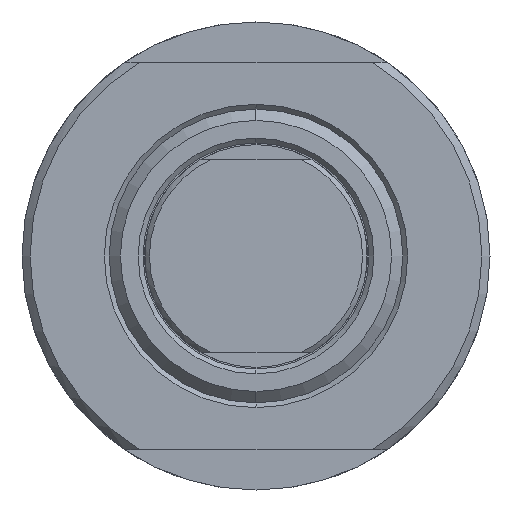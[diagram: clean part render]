
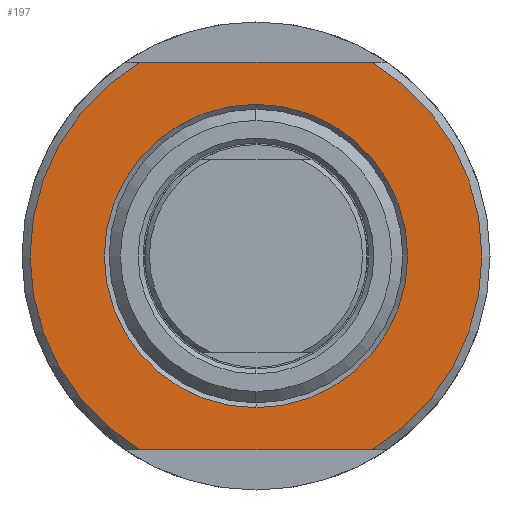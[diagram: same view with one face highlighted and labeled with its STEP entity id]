
A CAD part, left-side view. The second image highlights one B-rep face of the part: STEP entity #197.
In plain terms, the highlighted planar face has unit normal (-1, 0, 0).
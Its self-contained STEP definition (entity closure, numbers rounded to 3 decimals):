
#16 = EDGE_CURVE ( 'NONE', #1362, #1633, #2308, .T. ) ;
#64 = EDGE_CURVE ( 'NONE', #407, #1447, #751, .T. ) ;
#82 = LINE ( 'NONE', #208, #1160 ) ;
#121 = CARTESIAN_POINT ( 'NONE',  ( 3., -7.211, 12. ) ) ;
#161 = CIRCLE ( 'NONE', #2034, 9.4 ) ;
#197 = ADVANCED_FACE ( 'NONE', ( #2451, #1468 ), #2398, .T. ) ;
#208 = CARTESIAN_POINT ( 'NONE',  ( 3., 0., 12. ) ) ;
#273 = EDGE_LOOP ( 'NONE', ( #2151, #2370, #1061, #1524 ) ) ;
#369 = CARTESIAN_POINT ( 'NONE',  ( 3., 0., 9.4 ) ) ;
#407 = VERTEX_POINT ( 'NONE', #847 ) ;
#443 = ORIENTED_EDGE ( 'NONE', *, *, #64, .T. ) ;
#615 = CARTESIAN_POINT ( 'NONE',  ( 3., 0., 0. ) ) ;
#707 = AXIS2_PLACEMENT_3D ( 'NONE', #796, #2099, #993 ) ;
#735 = CIRCLE ( 'NONE', #707, 14. ) ;
#751 = CIRCLE ( 'NONE', #877, 9.4 ) ;
#796 = CARTESIAN_POINT ( 'NONE',  ( 3., 0., 0. ) ) ;
#824 = DIRECTION ( 'NONE',  ( 0., 0., -1. ) ) ;
#847 = CARTESIAN_POINT ( 'NONE',  ( 3., 0., -9.4 ) ) ;
#861 = EDGE_CURVE ( 'NONE', #1447, #407, #161, .T. ) ;
#877 = AXIS2_PLACEMENT_3D ( 'NONE', #1785, #1645, #1636 ) ;
#888 = VERTEX_POINT ( 'NONE', #1009 ) ;
#993 = DIRECTION ( 'NONE',  ( 0., 0., -1. ) ) ;
#1009 = CARTESIAN_POINT ( 'NONE',  ( 3., 7.211, 12. ) ) ;
#1061 = ORIENTED_EDGE ( 'NONE', *, *, #1534, .T. ) ;
#1160 = VECTOR ( 'NONE', #1339, 1000. ) ;
#1245 = CARTESIAN_POINT ( 'NONE',  ( 3., 7.211, -12. ) ) ;
#1338 = ORIENTED_EDGE ( 'NONE', *, *, #861, .T. ) ;
#1339 = DIRECTION ( 'NONE',  ( 0., 1., 0. ) ) ;
#1362 = VERTEX_POINT ( 'NONE', #1245 ) ;
#1447 = VERTEX_POINT ( 'NONE', #369 ) ;
#1468 = FACE_OUTER_BOUND ( 'NONE', #273, .T. ) ;
#1524 = ORIENTED_EDGE ( 'NONE', *, *, #2204, .T. ) ;
#1534 = EDGE_CURVE ( 'NONE', #1633, #1707, #2197, .T. ) ;
#1605 = CARTESIAN_POINT ( 'NONE',  ( 3., -7.211, -12. ) ) ;
#1633 = VERTEX_POINT ( 'NONE', #1605 ) ;
#1636 = DIRECTION ( 'NONE',  ( 0., 0., 1. ) ) ;
#1645 = DIRECTION ( 'NONE',  ( 1., 0., 0. ) ) ;
#1707 = VERTEX_POINT ( 'NONE', #121 ) ;
#1726 = EDGE_LOOP ( 'NONE', ( #1338, #443 ) ) ;
#1785 = CARTESIAN_POINT ( 'NONE',  ( 3., 0., 0. ) ) ;
#1936 = DIRECTION ( 'NONE',  ( -1., 0., 0. ) ) ;
#2034 = AXIS2_PLACEMENT_3D ( 'NONE', #2138, #2336, #2452 ) ;
#2099 = DIRECTION ( 'NONE',  ( -1., 0., 0. ) ) ;
#2138 = CARTESIAN_POINT ( 'NONE',  ( 3., 0., 0. ) ) ;
#2151 = ORIENTED_EDGE ( 'NONE', *, *, #2297, .T. ) ;
#2160 = CARTESIAN_POINT ( 'NONE',  ( 3., 0., -12. ) ) ;
#2164 = AXIS2_PLACEMENT_3D ( 'NONE', #2218, #2210, #2190 ) ;
#2176 = DIRECTION ( 'NONE',  ( 0., -1., 0. ) ) ;
#2181 = AXIS2_PLACEMENT_3D ( 'NONE', #615, #1936, #824 ) ;
#2190 = DIRECTION ( 'NONE',  ( 0., 0., 1. ) ) ;
#2197 = CIRCLE ( 'NONE', #2181, 14. ) ;
#2204 = EDGE_CURVE ( 'NONE', #1707, #888, #82, .T. ) ;
#2210 = DIRECTION ( 'NONE',  ( -1., 0., 0. ) ) ;
#2218 = CARTESIAN_POINT ( 'NONE',  ( 3., 0., 0. ) ) ;
#2243 = VECTOR ( 'NONE', #2176, 1000. ) ;
#2297 = EDGE_CURVE ( 'NONE', #888, #1362, #735, .T. ) ;
#2308 = LINE ( 'NONE', #2160, #2243 ) ;
#2336 = DIRECTION ( 'NONE',  ( 1., 0., 0. ) ) ;
#2370 = ORIENTED_EDGE ( 'NONE', *, *, #16, .T. ) ;
#2398 = PLANE ( 'NONE',  #2164 ) ;
#2451 = FACE_BOUND ( 'NONE', #1726, .T. ) ;
#2452 = DIRECTION ( 'NONE',  ( 0., 0., 1. ) ) ;
